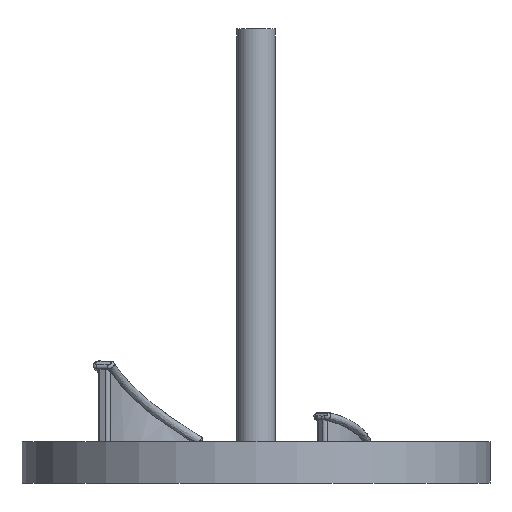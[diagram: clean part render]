
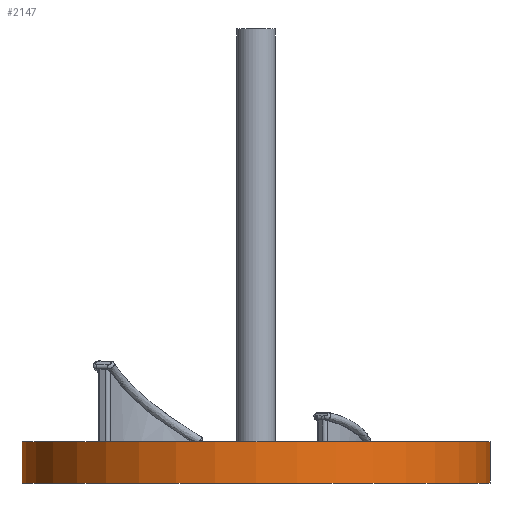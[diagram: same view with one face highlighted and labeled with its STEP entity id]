
A CAD part, front view. The second image highlights one B-rep face of the part: STEP entity #2147.
In plain terms, the highlighted cylindrical face has radius 18 mm (diameter 36 mm), a partial arc.
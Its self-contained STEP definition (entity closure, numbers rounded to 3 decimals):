
#5 = DIRECTION ( 'NONE',  ( 1., 0., 0. ) ) ;
#153 = VERTEX_POINT ( 'NONE', #1156 ) ;
#224 = CYLINDRICAL_SURFACE ( 'NONE', #2222, 18. ) ;
#284 = VECTOR ( 'NONE', #322, 1000. ) ;
#319 = AXIS2_PLACEMENT_3D ( 'NONE', #324, #1062, #1735 ) ;
#322 = DIRECTION ( 'NONE',  ( 0., 0., 1. ) ) ;
#324 = CARTESIAN_POINT ( 'NONE',  ( 0., 0., -3.175 ) ) ;
#332 = EDGE_CURVE ( 'NONE', #153, #2031, #577, .T. ) ;
#354 = EDGE_LOOP ( 'NONE', ( #672, #1829, #2280, #1399 ) ) ;
#392 = CARTESIAN_POINT ( 'NONE',  ( 18., 0., -3.175 ) ) ;
#426 = CARTESIAN_POINT ( 'NONE',  ( 18., 0., -3.175 ) ) ;
#571 = CARTESIAN_POINT ( 'NONE',  ( 0., 0., -3.175 ) ) ;
#577 = LINE ( 'NONE', #1594, #284 ) ;
#672 = ORIENTED_EDGE ( 'NONE', *, *, #332, .F. ) ;
#780 = CIRCLE ( 'NONE', #319, 18. ) ;
#816 = DIRECTION ( 'NONE',  ( 1., 0., 0. ) ) ;
#817 = VERTEX_POINT ( 'NONE', #392 ) ;
#931 = CARTESIAN_POINT ( 'NONE',  ( -18., 0., 0. ) ) ;
#954 = DIRECTION ( 'NONE',  ( 0., 0., 1. ) ) ;
#955 = EDGE_CURVE ( 'NONE', #153, #817, #780, .T. ) ;
#1006 = CARTESIAN_POINT ( 'NONE',  ( 18., 0., 0. ) ) ;
#1062 = DIRECTION ( 'NONE',  ( 0., 0., 1. ) ) ;
#1124 = CIRCLE ( 'NONE', #1621, 18. ) ;
#1156 = CARTESIAN_POINT ( 'NONE',  ( -18., 0., -3.175 ) ) ;
#1309 = VERTEX_POINT ( 'NONE', #1006 ) ;
#1399 = ORIENTED_EDGE ( 'NONE', *, *, #1746, .F. ) ;
#1514 = FACE_OUTER_BOUND ( 'NONE', #354, .T. ) ;
#1580 = EDGE_CURVE ( 'NONE', #817, #1309, #2232, .T. ) ;
#1594 = CARTESIAN_POINT ( 'NONE',  ( -18., 0., -3.175 ) ) ;
#1621 = AXIS2_PLACEMENT_3D ( 'NONE', #2039, #1837, #5 ) ;
#1694 = DIRECTION ( 'NONE',  ( 0., 0., 1. ) ) ;
#1735 = DIRECTION ( 'NONE',  ( 1., 0., 0. ) ) ;
#1746 = EDGE_CURVE ( 'NONE', #2031, #1309, #1124, .T. ) ;
#1770 = VECTOR ( 'NONE', #1694, 1000. ) ;
#1829 = ORIENTED_EDGE ( 'NONE', *, *, #955, .T. ) ;
#1837 = DIRECTION ( 'NONE',  ( 0., 0., 1. ) ) ;
#2031 = VERTEX_POINT ( 'NONE', #931 ) ;
#2039 = CARTESIAN_POINT ( 'NONE',  ( 0., 0., 0. ) ) ;
#2147 = ADVANCED_FACE ( 'NONE', ( #1514 ), #224, .T. ) ;
#2222 = AXIS2_PLACEMENT_3D ( 'NONE', #571, #954, #816 ) ;
#2232 = LINE ( 'NONE', #426, #1770 ) ;
#2280 = ORIENTED_EDGE ( 'NONE', *, *, #1580, .T. ) ;
